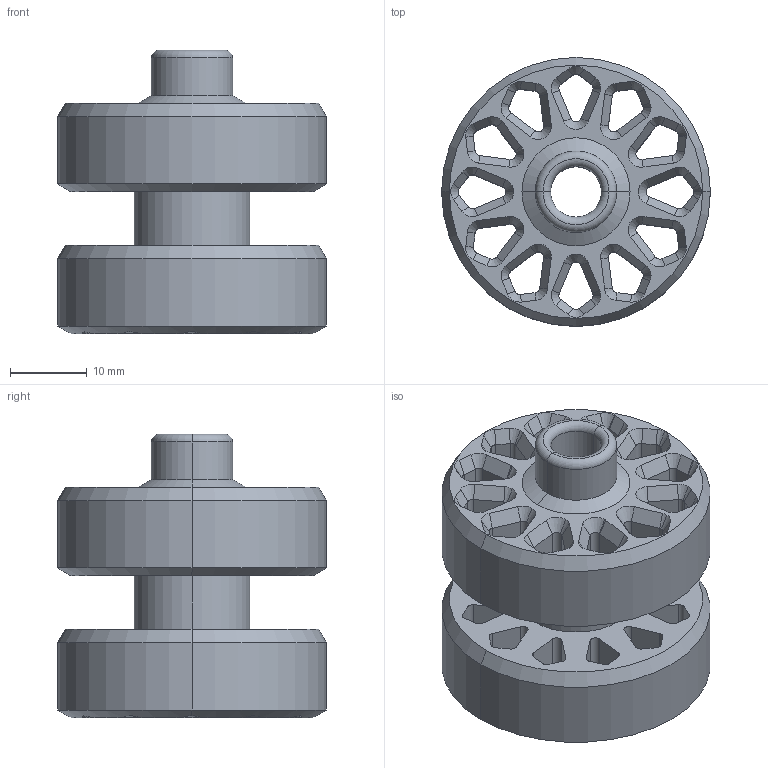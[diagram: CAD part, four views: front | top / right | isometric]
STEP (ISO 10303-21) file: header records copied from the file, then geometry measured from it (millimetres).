
FILE_DESCRIPTION (( 'STEP AP214' ), '1' );
FILE_NAME ('4. Idler.STEP', '2021-05-28T11:41:31', ( '' ), ( '' ), 'SwSTEP 2.0', 'SolidWorks 2020', '' );
FILE_SCHEMA (( 'AUTOMOTIVE_DESIGN' ));
Length unit declared in the file: millimetre
Products named in the file (1): 4. Idler
Bounding box: 35 x 35 x 36.9 mm (x, y, z)
Volume: 17114.1 mm3; surface area: 10332.4 mm2
Topology: 1 solids, 1 shells, 463 faces, 1189 edges, 719 vertices
Faces by surface type: plane 197, cone 132, cylinder 130, torus 4
Entity records: 14130 total; most frequent: CARTESIAN_POINT 2542, DIRECTION 2484, ORIENTED_EDGE 2378, EDGE_CURVE 1189, AXIS2_PLACEMENT_3D 871, LINE 742, VECTOR 742, VERTEX_POINT 719
